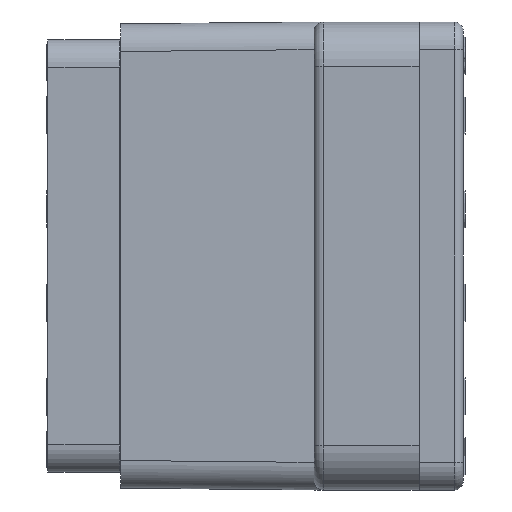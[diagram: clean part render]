
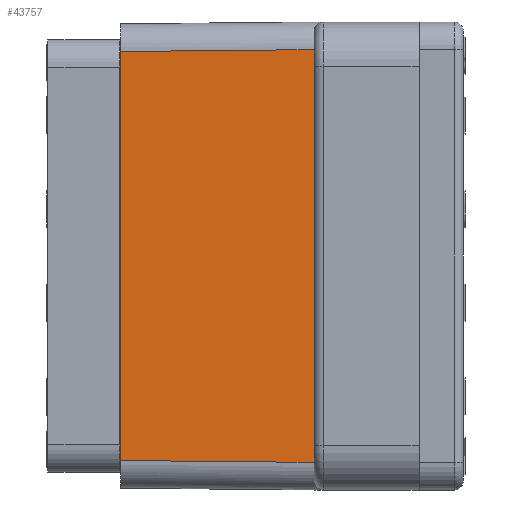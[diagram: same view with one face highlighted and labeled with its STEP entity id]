
A CAD part, left-side view. The second image highlights one B-rep face of the part: STEP entity #43757.
In plain terms, the highlighted planar face has unit normal (-1, 0, 0).
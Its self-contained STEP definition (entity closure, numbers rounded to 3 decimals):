
#6870=CARTESIAN_POINT('',(-13.6,18.6,11.1));
#6886=DIRECTION('',(0.,0.,1.));
#6887=VECTOR('',#6886,22.2);
#6888=CARTESIAN_POINT('',(-13.6,18.6,-11.1));
#6889=LINE('',#6888,#6887);
#6904=CARTESIAN_POINT('',(-13.6,18.6,-11.1));
#6966=DIRECTION('',(0.,1.,-0.01));
#6967=VECTOR('',#6966,10.5);
#6968=CARTESIAN_POINT('',(-13.6,8.1,11.2));
#6969=LINE('',#6968,#6967);
#6970=DIRECTION('',(0.,0.,1.));
#6971=VECTOR('',#6970,22.4);
#6972=CARTESIAN_POINT('',(-13.6,8.1,-11.2));
#6973=LINE('',#6972,#6971);
#6974=DIRECTION('',(0.,-1.,-0.01));
#6975=VECTOR('',#6974,10.5);
#6976=CARTESIAN_POINT('',(-13.6,18.6,-11.1));
#6977=LINE('',#6976,#6975);
#32045=VERTEX_POINT('',#6870);
#32046=CARTESIAN_POINT('',(-13.6,8.1,11.2));
#32047=VERTEX_POINT('',#32046);
#32048=VERTEX_POINT('',#6904);
#32049=CARTESIAN_POINT('',(-13.6,8.1,-11.2));
#32050=VERTEX_POINT('',#32049);
#43745=CARTESIAN_POINT('',(-13.6,8.1,-12.7));
#43746=DIRECTION('',(1.,0.,0.));
#43747=DIRECTION('',(0.,1.,0.));
#43748=AXIS2_PLACEMENT_3D('',#43745,#43746,#43747);
#43749=PLANE('',#43748);
#43750=ORIENTED_EDGE('',*,*,#37062,.F.);
#43751=ORIENTED_EDGE('',*,*,#36993,.F.);
#43753=ORIENTED_EDGE('',*,*,#43752,.F.);
#43754=ORIENTED_EDGE('',*,*,#43715,.T.);
#43755=EDGE_LOOP('',(#43750,#43751,#43753,#43754));
#43756=FACE_OUTER_BOUND('',#43755,.F.);
#43757=ADVANCED_FACE('',(#43756),#43749,.F.);
#36993=EDGE_CURVE('',#32050,#32047,#6973,.T.);
#37062=EDGE_CURVE('',#32047,#32045,#6969,.T.);
#43715=EDGE_CURVE('',#32048,#32045,#6889,.T.);
#43752=EDGE_CURVE('',#32048,#32050,#6977,.T.);
